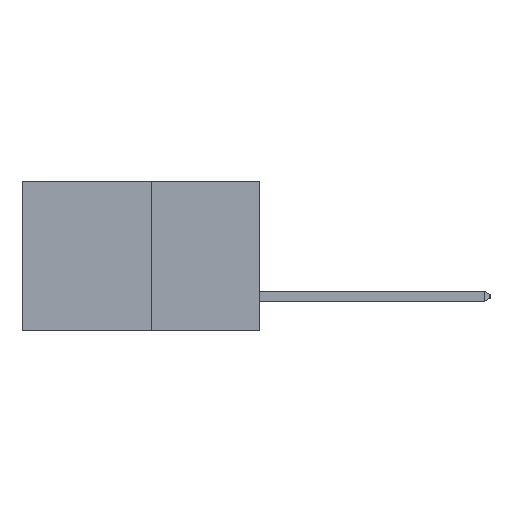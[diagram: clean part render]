
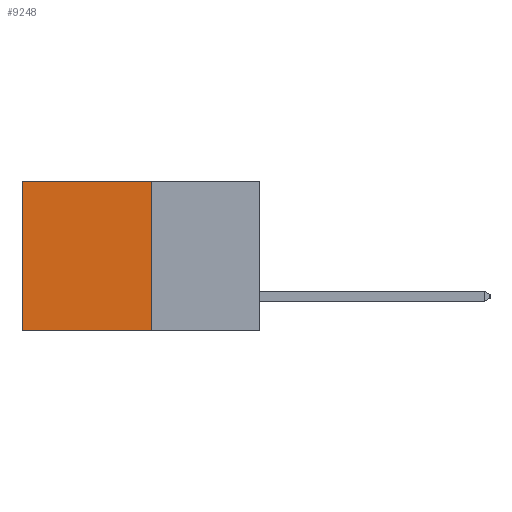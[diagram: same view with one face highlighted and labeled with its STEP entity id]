
A CAD part, left-side view. The second image highlights one B-rep face of the part: STEP entity #9248.
In plain terms, the highlighted planar face has unit normal (-1, 0, 0).
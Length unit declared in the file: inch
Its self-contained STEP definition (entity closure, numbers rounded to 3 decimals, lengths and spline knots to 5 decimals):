
#64 = EDGE_CURVE ( 'NONE', #1844, #4660, #6609, .T. ) ;
#704 = VERTEX_POINT ( 'NONE', #7558 ) ;
#857 = VECTOR ( 'NONE', #8032, 39.37008 ) ;
#884 = VERTEX_POINT ( 'NONE', #4881 ) ;
#978 = ORIENTED_EDGE ( 'NONE', *, *, #13394, .T. ) ;
#1799 = CARTESIAN_POINT ( 'NONE',  ( 0.277, 0.27, -0.37 ) ) ;
#1844 = VERTEX_POINT ( 'NONE', #8488 ) ;
#3264 = DIRECTION ( 'NONE',  ( 0., 0., -1. ) ) ;
#3330 = VECTOR ( 'NONE', #6875, 39.37008 ) ;
#4108 = LINE ( 'NONE', #1799, #7047 ) ;
#4660 = VERTEX_POINT ( 'NONE', #5238 ) ;
#4881 = CARTESIAN_POINT ( 'NONE',  ( 0.277, 0.59, 0. ) ) ;
#5238 = CARTESIAN_POINT ( 'NONE',  ( 0.277, 0.59, -0.37 ) ) ;
#5247 = ORIENTED_EDGE ( 'NONE', *, *, #9745, .F. ) ;
#5435 = CARTESIAN_POINT ( 'NONE',  ( 0.277, 0.27, -0.37 ) ) ;
#5613 = AXIS2_PLACEMENT_3D ( 'NONE', #5435, #9929, #3264 ) ;
#5871 = EDGE_CURVE ( 'NONE', #704, #884, #6868, .T. ) ;
#6068 = VECTOR ( 'NONE', #6579, 39.37008 ) ;
#6531 = CARTESIAN_POINT ( 'NONE',  ( 0.277, 0.59, -0.37 ) ) ;
#6579 = DIRECTION ( 'NONE',  ( 0., 0., -1. ) ) ;
#6609 = LINE ( 'NONE', #11028, #3330 ) ;
#6868 = LINE ( 'NONE', #7979, #857 ) ;
#6875 = DIRECTION ( 'NONE',  ( 0., 1., 0. ) ) ;
#7047 = VECTOR ( 'NONE', #8512, 39.37008 ) ;
#7550 = FACE_OUTER_BOUND ( 'NONE', #10481, .T. ) ;
#7558 = CARTESIAN_POINT ( 'NONE',  ( 0.277, 0.27, 0. ) ) ;
#7979 = CARTESIAN_POINT ( 'NONE',  ( 0.277, 0.27, 0. ) ) ;
#8032 = DIRECTION ( 'NONE',  ( 0., 1., 0. ) ) ;
#8215 = ORIENTED_EDGE ( 'NONE', *, *, #5871, .T. ) ;
#8488 = CARTESIAN_POINT ( 'NONE',  ( 0.277, 0.27, -0.37 ) ) ;
#8512 = DIRECTION ( 'NONE',  ( 0., 0., -1. ) ) ;
#8775 = PLANE ( 'NONE',  #5613 ) ;
#9035 = LINE ( 'NONE', #6531, #6068 ) ;
#9248 = ADVANCED_FACE ( 'NONE', ( #7550 ), #8775, .F. ) ;
#9745 = EDGE_CURVE ( 'NONE', #704, #1844, #4108, .T. ) ;
#9809 = ORIENTED_EDGE ( 'NONE', *, *, #64, .F. ) ;
#9929 = DIRECTION ( 'NONE',  ( 1., 0., 0. ) ) ;
#10481 = EDGE_LOOP ( 'NONE', ( #978, #9809, #5247, #8215 ) ) ;
#11028 = CARTESIAN_POINT ( 'NONE',  ( 0.277, 0.27, -0.37 ) ) ;
#13394 = EDGE_CURVE ( 'NONE', #884, #4660, #9035, .T. ) ;
